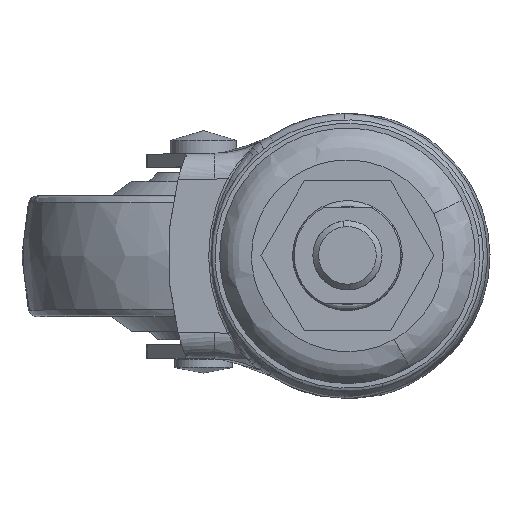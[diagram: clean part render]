
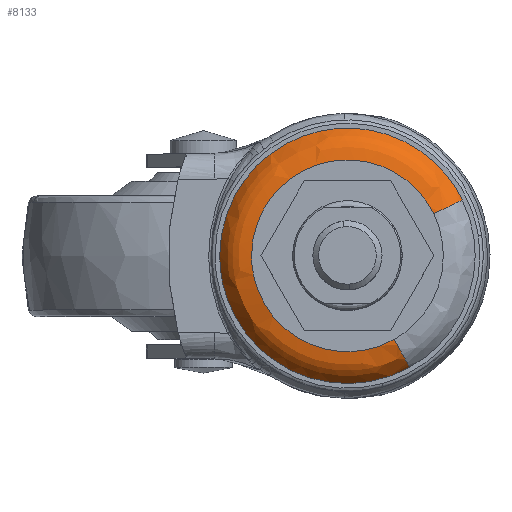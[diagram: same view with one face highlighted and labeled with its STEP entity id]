
A CAD part, top view. The second image highlights one B-rep face of the part: STEP entity #8133.
In plain terms, the highlighted free-form (B-spline) face has degree [2, 2] with [9, 3] control points.
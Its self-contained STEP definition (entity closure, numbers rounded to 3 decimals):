
#7998=CARTESIAN_POINT('',(7.963,-14.249,-2.008));
#7999=CARTESIAN_POINT('',(7.555,-14.477,-2.008));
#8000=CARTESIAN_POINT('',(7.135,-14.681,-2.008));
#8001=CARTESIAN_POINT('',(-7.546,-21.816,-2.008));
#8002=CARTESIAN_POINT('',(-14.681,-7.135,-2.008));
#8003=CARTESIAN_POINT('',(-21.816,7.546,-2.008));
#8004=CARTESIAN_POINT('',(-7.135,14.681,-2.008));
#8005=CARTESIAN_POINT('',(7.546,21.816,-2.008));
#8006=CARTESIAN_POINT('',(14.681,7.135,-2.008));
#8007=CARTESIAN_POINT('',(10.079,-18.036,-1.778));
#8008=CARTESIAN_POINT('',(9.563,-18.325,-1.778));
#8009=CARTESIAN_POINT('',(9.031,-18.583,-1.778));
#8010=CARTESIAN_POINT('',(-9.552,-27.614,-1.778));
#8011=CARTESIAN_POINT('',(-18.583,-9.031,-1.778));
#8012=CARTESIAN_POINT('',(-27.614,9.552,-1.778));
#8013=CARTESIAN_POINT('',(-9.031,18.583,-1.778));
#8014=CARTESIAN_POINT('',(9.552,27.614,-1.778));
#8015=CARTESIAN_POINT('',(18.583,9.031,-1.778));
#8016=CARTESIAN_POINT('',(10.882,-19.471,-5.8));
#8017=CARTESIAN_POINT('',(10.324,-19.783,-5.8));
#8018=CARTESIAN_POINT('',(9.75,-20.062,-5.8));
#8019=CARTESIAN_POINT('',(-10.312,-29.812,-5.8));
#8020=CARTESIAN_POINT('',(-20.062,-9.75,-5.8));
#8021=CARTESIAN_POINT('',(-29.812,10.312,-5.8));
#8022=CARTESIAN_POINT('',(-9.75,20.062,-5.8));
#8023=CARTESIAN_POINT('',(10.312,29.812,-5.8));
#8024=CARTESIAN_POINT('',(20.062,9.75,-5.8));
#8032=(BOUNDED_SURFACE()B_SPLINE_SURFACE(2,2,((#7998,#8007,#8016),(#7999,#8008,#8017),(#8000,#8009,#8018),(#8001,#8010,#8019),(#8002,#8011,#8020),(#8003,#8012,#8021),(#8004,#8013,#8022),(#8005,#8014,#8023),(#8006,#8015,#8024)),.UNSPECIFIED.,.F.,.F.,.U.)B_SPLINE_SURFACE_WITH_KNOTS((3,2,2,2,3),(3,3),(0.0,1.478,38.436,75.393,112.35),(0.0,7.805),.UNSPECIFIED.)GEOMETRIC_REPRESENTATION_ITEM()RATIONAL_B_SPLINE_SURFACE(((0.903,0.736,0.902),(0.913,0.744,0.912),(0.923,0.753,0.923),(0.653,0.532,0.653),(0.923,0.753,0.923),(0.653,0.532,0.653),(0.923,0.753,0.923),(0.653,0.532,0.653),(0.923,0.753,0.923)))REPRESENTATION_ITEM('')SURFACE());
#8033=CARTESIAN_POINT('',(10.818,-19.357,-5.503));
#8034=VERTEX_POINT('',#8033);
#8035=CARTESIAN_POINT('',(-22.175,0.0,-5.503));
#8036=VERTEX_POINT('',#8035);
#8037=CARTESIAN_POINT('',(10.818,-19.357,-5.503));
#8038=CARTESIAN_POINT('',(5.776,-22.175,-5.503));
#8039=CARTESIAN_POINT('',(0.0,-22.175,-5.503));
#8040=CARTESIAN_POINT('',(-22.175,-22.175,-5.503));
#8041=CARTESIAN_POINT('',(-22.175,0.0,-5.503));
#8049=(BOUNDED_CURVE()B_SPLINE_CURVE(2,(#8037,#8038,#8039,#8040,#8041),.UNSPECIFIED.,.F.,.U.)B_SPLINE_CURVE_WITH_KNOTS((3,2,3),(0.667,0.75,1.0),.UNSPECIFIED.)CURVE()GEOMETRIC_REPRESENTATION_ITEM()RATIONAL_B_SPLINE_CURVE((0.87,0.903,1.0,0.707,1.0))REPRESENTATION_ITEM(''));
#8050=EDGE_CURVE('',#8034,#8036,#8049,.T.);
#8051=ORIENTED_EDGE('',*,*,#8050,.F.);
#8052=CARTESIAN_POINT('',(8.121,-14.532,-2.));
#8053=VERTEX_POINT('',#8052);
#8054=CARTESIAN_POINT('',(8.121,-14.532,-2.));
#8055=CARTESIAN_POINT('',(10.011,-17.913,-2.));
#8056=CARTESIAN_POINT('',(10.818,-19.357,-5.503));
#8064=(BOUNDED_CURVE()B_SPLINE_CURVE(2,(#8054,#8055,#8056),.UNSPECIFIED.,.F.,.U.)B_SPLINE_CURVE_WITH_KNOTS((3,3),(-1.661,-0.341),.UNSPECIFIED.)CURVE()GEOMETRIC_REPRESENTATION_ITEM()RATIONAL_B_SPLINE_CURVE((0.888,0.75,0.888))REPRESENTATION_ITEM(''));
#8065=EDGE_CURVE('',#8053,#8034,#8064,.T.);
#8066=ORIENTED_EDGE('',*,*,#8065,.F.);
#8067=CARTESIAN_POINT('',(-16.647,0.0,-2.));
#8068=VERTEX_POINT('',#8067);
#8069=CARTESIAN_POINT('',(8.121,-14.532,-2.));
#8070=CARTESIAN_POINT('',(4.336,-16.647,-2.));
#8071=CARTESIAN_POINT('',(0.0,-16.647,-2.));
#8072=CARTESIAN_POINT('',(-16.647,-16.647,-2.));
#8073=CARTESIAN_POINT('',(-16.647,0.0,-2.));
#8081=(BOUNDED_CURVE()B_SPLINE_CURVE(2,(#8069,#8070,#8071,#8072,#8073),.UNSPECIFIED.,.F.,.U.)B_SPLINE_CURVE_WITH_KNOTS((3,2,3),(0.667,0.75,1.0),.UNSPECIFIED.)CURVE()GEOMETRIC_REPRESENTATION_ITEM()RATIONAL_B_SPLINE_CURVE((0.87,0.903,1.0,0.707,1.0))REPRESENTATION_ITEM(''));
#8082=EDGE_CURVE('',#8053,#8068,#8081,.T.);
#8083=ORIENTED_EDGE('',*,*,#8082,.T.);
#8084=CARTESIAN_POINT('',(14.972,7.277,-2.));
#8085=VERTEX_POINT('',#8084);
#8086=CARTESIAN_POINT('',(-16.647,0.0,-2.));
#8087=CARTESIAN_POINT('',(-16.647,16.647,-2.));
#8088=CARTESIAN_POINT('',(0.0,16.647,-2.));
#8089=CARTESIAN_POINT('',(10.418,16.647,-2.));
#8090=CARTESIAN_POINT('',(14.972,7.277,-2.));
#8098=(BOUNDED_CURVE()B_SPLINE_CURVE(2,(#8086,#8087,#8088,#8089,#8090),.UNSPECIFIED.,.F.,.U.)B_SPLINE_CURVE_WITH_KNOTS((3,2,3),(0.0,0.25,0.426),.UNSPECIFIED.)CURVE()GEOMETRIC_REPRESENTATION_ITEM()RATIONAL_B_SPLINE_CURVE((1.0,0.707,1.0,0.794,0.878))REPRESENTATION_ITEM(''));
#8099=EDGE_CURVE('',#8068,#8085,#8098,.T.);
#8100=ORIENTED_EDGE('',*,*,#8099,.T.);
#8101=CARTESIAN_POINT('',(19.944,9.693,-5.503));
#8102=VERTEX_POINT('',#8101);
#8103=CARTESIAN_POINT('',(14.972,7.277,-2.));
#8104=CARTESIAN_POINT('',(18.457,8.97,-2.));
#8105=CARTESIAN_POINT('',(19.944,9.693,-5.503));
#8113=(BOUNDED_CURVE()B_SPLINE_CURVE(2,(#8103,#8104,#8105),.UNSPECIFIED.,.F.,.U.)B_SPLINE_CURVE_WITH_KNOTS((3,3),(-1.661,-0.341),.UNSPECIFIED.)CURVE()GEOMETRIC_REPRESENTATION_ITEM()RATIONAL_B_SPLINE_CURVE((0.909,0.767,0.908))REPRESENTATION_ITEM(''));
#8114=EDGE_CURVE('',#8085,#8102,#8113,.T.);
#8115=ORIENTED_EDGE('',*,*,#8114,.T.);
#8116=CARTESIAN_POINT('',(-22.175,0.0,-5.503));
#8117=CARTESIAN_POINT('',(-22.175,22.175,-5.503));
#8118=CARTESIAN_POINT('',(0.0,22.175,-5.503));
#8119=CARTESIAN_POINT('',(13.878,22.175,-5.503));
#8120=CARTESIAN_POINT('',(19.944,9.693,-5.503));
#8128=(BOUNDED_CURVE()B_SPLINE_CURVE(2,(#8116,#8117,#8118,#8119,#8120),.UNSPECIFIED.,.F.,.U.)B_SPLINE_CURVE_WITH_KNOTS((3,2,3),(0.0,0.25,0.426),.UNSPECIFIED.)CURVE()GEOMETRIC_REPRESENTATION_ITEM()RATIONAL_B_SPLINE_CURVE((1.0,0.707,1.0,0.794,0.878))REPRESENTATION_ITEM(''));
#8129=EDGE_CURVE('',#8036,#8102,#8128,.T.);
#8130=ORIENTED_EDGE('',*,*,#8129,.F.);
#8131=EDGE_LOOP('',(#8051,#8066,#8083,#8100,#8115,#8130));
#8132=FACE_OUTER_BOUND('',#8131,.T.);
#8133=ADVANCED_FACE('',(#8132),#8032,.T.);
